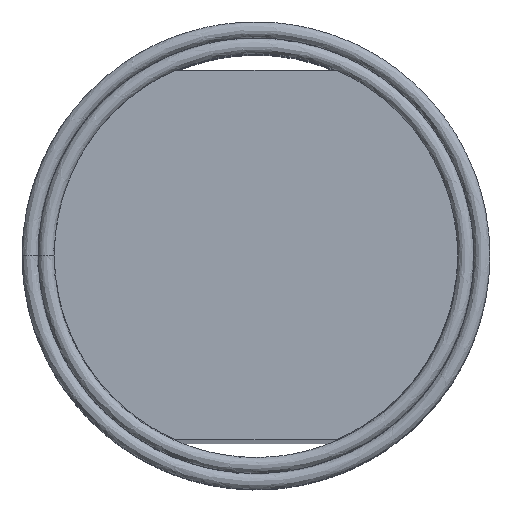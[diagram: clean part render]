
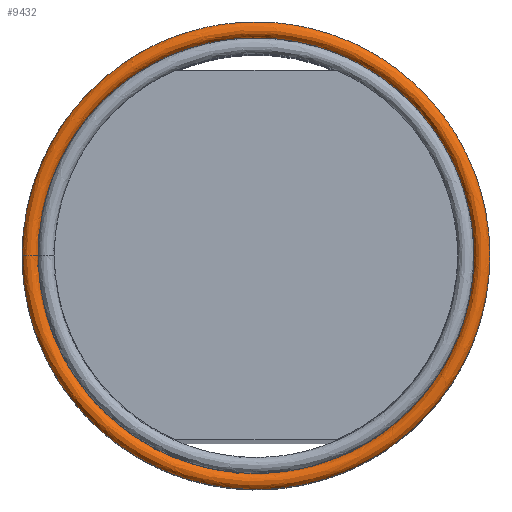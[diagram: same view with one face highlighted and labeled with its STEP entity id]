
A CAD part, top view. The second image highlights one B-rep face of the part: STEP entity #9432.
In plain terms, the highlighted free-form (B-spline) face has degree [2, 2] with [9, 7] control points.
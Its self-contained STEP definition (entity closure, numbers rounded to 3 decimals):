
#9396 = EDGE_CURVE('',#9397,#9397,#9399,.T.);
#9397 = VERTEX_POINT('',#9398);
#9398 = CARTESIAN_POINT('',(3.812,7.358,
    -0.927));
#9399 = ( BOUNDED_CURVE() B_SPLINE_CURVE(2,(#9400,#9401,#9402,#9403,
#9404,#9405,#9406),.UNSPECIFIED.,.T.,.F.) B_SPLINE_CURVE_WITH_KNOTS((1,2
    ,2,2,2,1),(-2.094,0.,2.094,4.189,
6.283,8.378),.UNSPECIFIED.) CURVE() 
GEOMETRIC_REPRESENTATION_ITEM() RATIONAL_B_SPLINE_CURVE((1.,0.5,1.,0.5,
1.,0.5,1.)) REPRESENTATION_ITEM('') );
#9400 = CARTESIAN_POINT('',(3.812,7.358,
    -0.927));
#9401 = CARTESIAN_POINT('',(4.214,7.358,
    -0.927));
#9402 = CARTESIAN_POINT('',(4.013,7.358,-1.275
    ));
#9403 = CARTESIAN_POINT('',(3.812,7.358,
    -1.622));
#9404 = CARTESIAN_POINT('',(3.612,7.358,-1.275
    ));
#9405 = CARTESIAN_POINT('',(3.411,7.358,
    -0.927));
#9406 = CARTESIAN_POINT('',(3.812,7.358,
    -0.927));
#9416 = EDGE_CURVE('',#9417,#9417,#9419,.T.);
#9417 = VERTEX_POINT('',#9418);
#9418 = CARTESIAN_POINT('',(3.812,7.358,
    -0.927));
#9419 = ( BOUNDED_CURVE() B_SPLINE_CURVE(2,(#9420,#9421,#9422,#9423,
#9424,#9425,#9426),.UNSPECIFIED.,.T.,.F.) B_SPLINE_CURVE_WITH_KNOTS((1,2
    ,2,2,2,1),(-2.094,0.,2.094,4.189,
6.283,8.378),.UNSPECIFIED.) CURVE() 
GEOMETRIC_REPRESENTATION_ITEM() RATIONAL_B_SPLINE_CURVE((1.,0.5,1.,0.5,
1.,0.5,1.)) REPRESENTATION_ITEM('') );
#9420 = CARTESIAN_POINT('',(3.812,7.358,
    -0.927));
#9421 = CARTESIAN_POINT('',(4.214,7.358,
    -0.927));
#9422 = CARTESIAN_POINT('',(4.013,7.358,-1.275
    ));
#9423 = CARTESIAN_POINT('',(3.812,7.358,
    -1.622));
#9424 = CARTESIAN_POINT('',(3.612,7.358,-1.275
    ));
#9425 = CARTESIAN_POINT('',(3.411,7.358,
    -0.927));
#9426 = CARTESIAN_POINT('',(3.812,7.358,
    -0.927));
#9432 = ADVANCED_FACE('',(#9433),#9454,.T.);
#9433 = FACE_BOUND('',#9434,.T.);
#9434 = EDGE_LOOP('',(#9435,#9436,#9452,#9453));
#9435 = ORIENTED_EDGE('',*,*,#9396,.F.);
#9436 = ORIENTED_EDGE('',*,*,#9437,.T.);
#9437 = EDGE_CURVE('',#9397,#9417,#9438,.T.);
#9438 = B_SPLINE_CURVE_WITH_KNOTS('',12,(#9439,#9440,#9441,#9442,#9443,
    #9444,#9445,#9446,#9447,#9448,#9449,#9450,#9451),.UNSPECIFIED.,.T.,
  .F.,(13,13),(3.142,9.425),.PIECEWISE_BEZIER_KNOTS.);
#9439 = CARTESIAN_POINT('',(3.812,7.358,
    -0.927));
#9440 = CARTESIAN_POINT('',(3.812,3.96,
    -0.927));
#9441 = CARTESIAN_POINT('',(5.753,0.563,
    -0.927));
#9442 = CARTESIAN_POINT('',(9.634,-1.616,-0.927
    ));
#9443 = CARTESIAN_POINT('',(14.606,-1.353,-0.927
    ));
#9444 = CARTESIAN_POINT('',(18.962,1.89,
    -0.927));
#9445 = CARTESIAN_POINT('',(20.759,7.358,
    -0.927));
#9446 = CARTESIAN_POINT('',(18.962,12.826,
    -0.927));
#9447 = CARTESIAN_POINT('',(14.606,16.069,
    -0.927));
#9448 = CARTESIAN_POINT('',(9.634,16.332,
    -0.927));
#9449 = CARTESIAN_POINT('',(5.753,14.153,
    -0.927));
#9450 = CARTESIAN_POINT('',(3.812,10.756,
    -0.927));
#9451 = CARTESIAN_POINT('',(3.812,7.358,
    -0.927));
#9452 = ORIENTED_EDGE('',*,*,#9416,.T.);
#9453 = ORIENTED_EDGE('',*,*,#9437,.F.);
#9454 = ( BOUNDED_SURFACE() B_SPLINE_SURFACE(2,2,(
    (#9455,#9456,#9457,#9458,#9459,#9460,#9461)
    ,(#9462,#9463,#9464,#9465,#9466,#9467,#9468)
    ,(#9469,#9470,#9471,#9472,#9473,#9474,#9475)
    ,(#9476,#9477,#9478,#9479,#9480,#9481,#9482)
    ,(#9483,#9484,#9485,#9486,#9487,#9488,#9489)
    ,(#9490,#9491,#9492,#9493,#9494,#9495,#9496)
    ,(#9497,#9498,#9499,#9500,#9501,#9502,#9503)
    ,(#9504,#9505,#9506,#9507,#9508,#9509,#9510)
    ,(#9511,#9512,#9513,#9514,#9515,#9516,#9517
)),.UNSPECIFIED.,.T.,.T.,.F.) B_SPLINE_SURFACE_WITH_KNOTS((3,2,2,2,3),(3
    ,2,2,3),(3.142,4.189,6.283,8.378,
    9.425),(1.571,3.665,5.76,
7.854),.UNSPECIFIED.) GEOMETRIC_REPRESENTATION_ITEM() 
RATIONAL_B_SPLINE_SURFACE((
    (0.75,0.375,0.75,0.375,0.75,0.375,0.75)
    ,(0.75,0.375,0.75,0.375,0.75,0.375,0.75)
    ,(1.,0.5,1.,0.5,1.,0.5,1.)
    ,(0.5,0.25,0.5,0.25,0.5,0.25,0.5)
    ,(1.,0.5,1.,0.5,1.,0.5,1.)
    ,(0.5,0.25,0.5,0.25,0.5,0.25,0.5)
    ,(1.,0.5,1.,0.5,1.,0.5,1.)
    ,(0.75,0.375,0.75,0.375,0.75,0.375,0.75)
,(0.75,0.375,0.75,0.375,0.75,0.375,0.75
))) REPRESENTATION_ITEM('') SURFACE() );
#9455 = CARTESIAN_POINT('',(3.812,7.358,
    -0.927));
#9456 = CARTESIAN_POINT('',(4.214,7.358,
    -0.927));
#9457 = CARTESIAN_POINT('',(4.013,7.358,-1.275
    ));
#9458 = CARTESIAN_POINT('',(3.812,7.358,
    -1.622));
#9459 = CARTESIAN_POINT('',(3.612,7.358,-1.275
    ));
#9460 = CARTESIAN_POINT('',(3.411,7.358,
    -0.927));
#9461 = CARTESIAN_POINT('',(3.812,7.358,
    -0.927));
#9462 = CARTESIAN_POINT('',(3.812,3.612,
    -0.927));
#9463 = CARTESIAN_POINT('',(4.214,3.843,
    -0.927));
#9464 = CARTESIAN_POINT('',(4.013,3.728,-1.275
    ));
#9465 = CARTESIAN_POINT('',(3.812,3.612,
    -1.622));
#9466 = CARTESIAN_POINT('',(3.612,3.496,-1.275
    ));
#9467 = CARTESIAN_POINT('',(3.411,3.38,-0.927
    ));
#9468 = CARTESIAN_POINT('',(3.812,3.612,
    -0.927));
#9469 = CARTESIAN_POINT('',(7.057,1.738,-0.927)
  );
#9470 = CARTESIAN_POINT('',(7.258,2.086,-0.927
    ));
#9471 = CARTESIAN_POINT('',(7.157,1.912,-1.275
    ));
#9472 = CARTESIAN_POINT('',(7.057,1.738,-1.622)
  );
#9473 = CARTESIAN_POINT('',(6.956,1.565,-1.275
    ));
#9474 = CARTESIAN_POINT('',(6.856,1.391,
    -0.927));
#9475 = CARTESIAN_POINT('',(7.057,1.738,-0.927)
  );
#9476 = CARTESIAN_POINT('',(16.79,-3.881,
    -0.927));
#9477 = CARTESIAN_POINT('',(16.389,-3.186,
    -0.927));
#9478 = CARTESIAN_POINT('',(16.59,-3.534,
    -1.275));
#9479 = CARTESIAN_POINT('',(16.79,-3.881,
    -1.622));
#9480 = CARTESIAN_POINT('',(16.991,-4.229,
    -1.275));
#9481 = CARTESIAN_POINT('',(17.192,-4.576,
    -0.927));
#9482 = CARTESIAN_POINT('',(16.79,-3.881,
    -0.927));
#9483 = CARTESIAN_POINT('',(16.79,7.358,
    -0.927));
#9484 = CARTESIAN_POINT('',(16.389,7.358,
    -0.927));
#9485 = CARTESIAN_POINT('',(16.59,7.358,
    -1.275));
#9486 = CARTESIAN_POINT('',(16.79,7.358,
    -1.622));
#9487 = CARTESIAN_POINT('',(16.991,7.358,
    -1.275));
#9488 = CARTESIAN_POINT('',(17.192,7.358,
    -0.927));
#9489 = CARTESIAN_POINT('',(16.79,7.358,
    -0.927));
#9490 = CARTESIAN_POINT('',(16.79,18.597,
    -0.927));
#9491 = CARTESIAN_POINT('',(16.389,17.902,
    -0.927));
#9492 = CARTESIAN_POINT('',(16.59,18.25,
    -1.275));
#9493 = CARTESIAN_POINT('',(16.79,18.597,
    -1.622));
#9494 = CARTESIAN_POINT('',(16.991,18.945,
    -1.275));
#9495 = CARTESIAN_POINT('',(17.192,19.293,
    -0.927));
#9496 = CARTESIAN_POINT('',(16.79,18.597,
    -0.927));
#9497 = CARTESIAN_POINT('',(7.057,12.978,-0.927
    ));
#9498 = CARTESIAN_POINT('',(7.258,12.63,
    -0.927));
#9499 = CARTESIAN_POINT('',(7.157,12.804,-1.275
    ));
#9500 = CARTESIAN_POINT('',(7.057,12.978,-1.622
    ));
#9501 = CARTESIAN_POINT('',(6.956,13.152,
    -1.275));
#9502 = CARTESIAN_POINT('',(6.856,13.325,
    -0.927));
#9503 = CARTESIAN_POINT('',(7.057,12.978,-0.927
    ));
#9504 = CARTESIAN_POINT('',(3.812,11.105,
    -0.927));
#9505 = CARTESIAN_POINT('',(4.214,10.873,
    -0.927));
#9506 = CARTESIAN_POINT('',(4.013,10.989,
    -1.275));
#9507 = CARTESIAN_POINT('',(3.812,11.105,
    -1.622));
#9508 = CARTESIAN_POINT('',(3.612,11.22,
    -1.275));
#9509 = CARTESIAN_POINT('',(3.411,11.336,
    -0.927));
#9510 = CARTESIAN_POINT('',(3.812,11.105,
    -0.927));
#9511 = CARTESIAN_POINT('',(3.812,7.358,
    -0.927));
#9512 = CARTESIAN_POINT('',(4.214,7.358,
    -0.927));
#9513 = CARTESIAN_POINT('',(4.013,7.358,-1.275
    ));
#9514 = CARTESIAN_POINT('',(3.812,7.358,
    -1.622));
#9515 = CARTESIAN_POINT('',(3.612,7.358,-1.275
    ));
#9516 = CARTESIAN_POINT('',(3.411,7.358,
    -0.927));
#9517 = CARTESIAN_POINT('',(3.812,7.358,
    -0.927));
